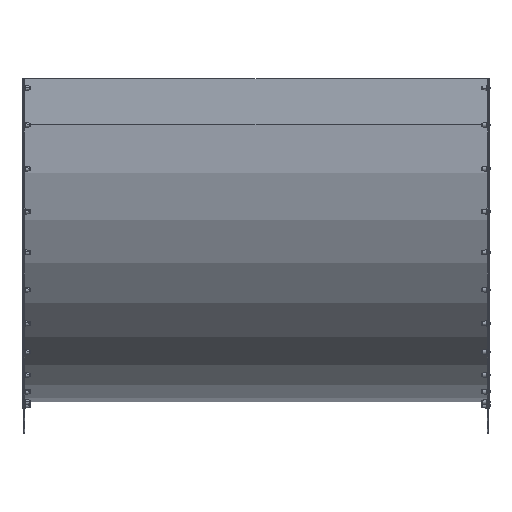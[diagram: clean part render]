
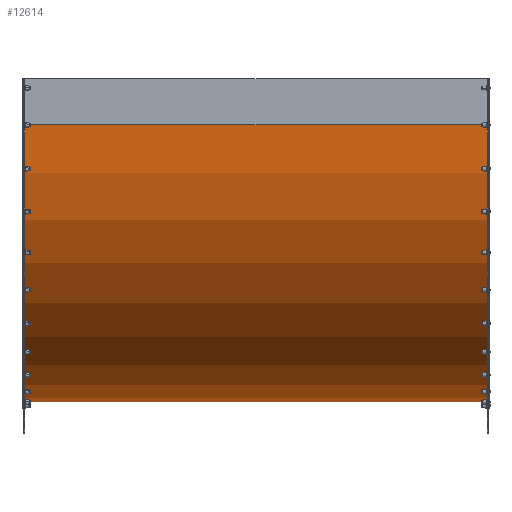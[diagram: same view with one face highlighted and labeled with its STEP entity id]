
A CAD part, front view. The second image highlights one B-rep face of the part: STEP entity #12614.
In plain terms, the highlighted cylindrical face has radius 300 mm (diameter 600 mm), a partial arc.
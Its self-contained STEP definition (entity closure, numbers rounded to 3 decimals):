
#859 = CARTESIAN_POINT ( 'NONE',  ( 250.5, -50., 300. ) ) ;
#1010 = DIRECTION ( 'NONE',  ( -1., 0., 0. ) ) ;
#1262 = CIRCLE ( 'NONE', #11527, 300. ) ;
#1281 = VECTOR ( 'NONE', #7538, 1000. ) ;
#1428 = ORIENTED_EDGE ( 'NONE', *, *, #1508, .T. ) ;
#1508 = EDGE_CURVE ( 'NONE', #13710, #2697, #14944, .T. ) ;
#1841 = DIRECTION ( 'NONE',  ( 0., 0., 1. ) ) ;
#2254 = DIRECTION ( 'NONE',  ( 0., 0., 1. ) ) ;
#2697 = VERTEX_POINT ( 'NONE', #8348 ) ;
#3225 = CARTESIAN_POINT ( 'NONE',  ( 0., -50., 300. ) ) ;
#3622 = CIRCLE ( 'NONE', #13687, 300. ) ;
#4248 = ORIENTED_EDGE ( 'NONE', *, *, #15748, .F. ) ;
#5449 = VERTEX_POINT ( 'NONE', #5513 ) ;
#5513 = CARTESIAN_POINT ( 'NONE',  ( 250.5, -50., 0. ) ) ;
#5927 = EDGE_CURVE ( 'NONE', #5449, #13710, #3622, .T. ) ;
#6313 = AXIS2_PLACEMENT_3D ( 'NONE', #3225, #16667, #1841 ) ;
#6993 = FACE_OUTER_BOUND ( 'NONE', #8085, .T. ) ;
#7538 = DIRECTION ( 'NONE',  ( -1., 0., 0. ) ) ;
#8085 = EDGE_LOOP ( 'NONE', ( #4248, #16860, #1428, #9572 ) ) ;
#8348 = CARTESIAN_POINT ( 'NONE',  ( -250.5, -350., 300. ) ) ;
#8510 = LINE ( 'NONE', #11694, #1281 ) ;
#9172 = CARTESIAN_POINT ( 'NONE',  ( -250.5, -50., 300. ) ) ;
#9572 = ORIENTED_EDGE ( 'NONE', *, *, #12239, .F. ) ;
#9761 = CYLINDRICAL_SURFACE ( 'NONE', #6313, 300. ) ;
#10253 = CARTESIAN_POINT ( 'NONE',  ( 250.5, -350., 300. ) ) ;
#10378 = DIRECTION ( 'NONE',  ( -1., 0., 0. ) ) ;
#10532 = DIRECTION ( 'NONE',  ( 0., 0., 1. ) ) ;
#11527 = AXIS2_PLACEMENT_3D ( 'NONE', #9172, #1010, #10532 ) ;
#11668 = VERTEX_POINT ( 'NONE', #13224 ) ;
#11694 = CARTESIAN_POINT ( 'NONE',  ( -250.5, -50., 0. ) ) ;
#12239 = EDGE_CURVE ( 'NONE', #11668, #2697, #1262, .T. ) ;
#12614 = ADVANCED_FACE ( 'NONE', ( #6993 ), #9761, .T. ) ;
#13224 = CARTESIAN_POINT ( 'NONE',  ( -250.5, -50., 0. ) ) ;
#13687 = AXIS2_PLACEMENT_3D ( 'NONE', #859, #10378, #2254 ) ;
#13710 = VERTEX_POINT ( 'NONE', #10253 ) ;
#14074 = DIRECTION ( 'NONE',  ( -1., 0., 0. ) ) ;
#14462 = CARTESIAN_POINT ( 'NONE',  ( -250.5, -350., 300. ) ) ;
#14533 = VECTOR ( 'NONE', #14074, 1000. ) ;
#14944 = LINE ( 'NONE', #14462, #14533 ) ;
#15748 = EDGE_CURVE ( 'NONE', #5449, #11668, #8510, .T. ) ;
#16667 = DIRECTION ( 'NONE',  ( -1., 0., 0. ) ) ;
#16860 = ORIENTED_EDGE ( 'NONE', *, *, #5927, .T. ) ;
